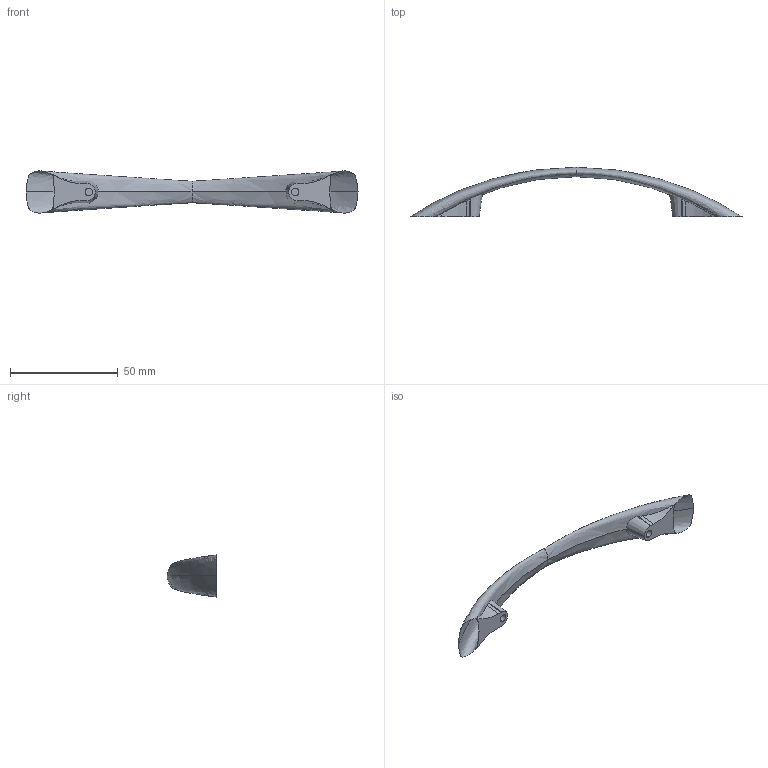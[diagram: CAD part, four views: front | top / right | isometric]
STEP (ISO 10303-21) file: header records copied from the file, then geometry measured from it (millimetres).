
FILE_DESCRIPTION (( 'STEP AP214' ), '1' );
FILE_NAME ('F002224,F002226,F002228,F002230,F002232_3D.step', '2022-07-07T08:06:36', ( '' ), ( '' ), 'SwSTEP 2.0', 'SolidWorks 2020', '' );
FILE_SCHEMA (( 'AUTOMOTIVE_DESIGN' ));
Length unit declared in the file: millimetre
Products named in the file (1): F002224,F002226,F002228,F002230,F002232_3D
Bounding box: 154.41 x 23 x 19.57 mm (x, y, z)
Surface area: 6139.2 mm2 (no closed solid volume)
Topology: 0 solids, 2 shells, 30 faces, 80 edges, 52 vertices
Faces by surface type: cone 18, cylinder 4, bspline 4, plane 4
Entity records: 2892 total; most frequent: CARTESIAN_POINT 2195, ORIENTED_EDGE 134, DIRECTION 126, EDGE_CURVE 80, AXIS2_PLACEMENT_3D 53, VERTEX_POINT 52, B_SPLINE_CURVE_WITH_KNOTS 34, EDGE_LOOP 32
